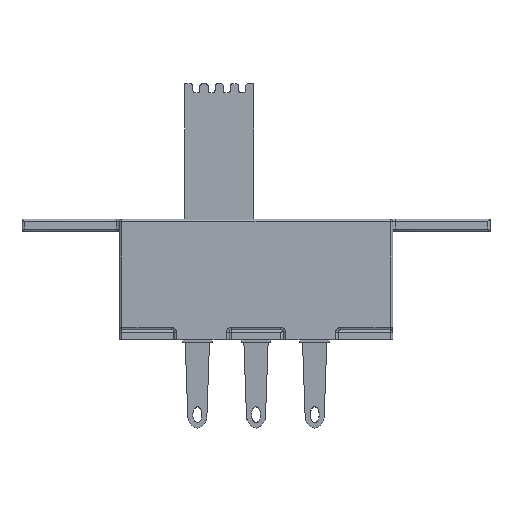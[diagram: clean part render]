
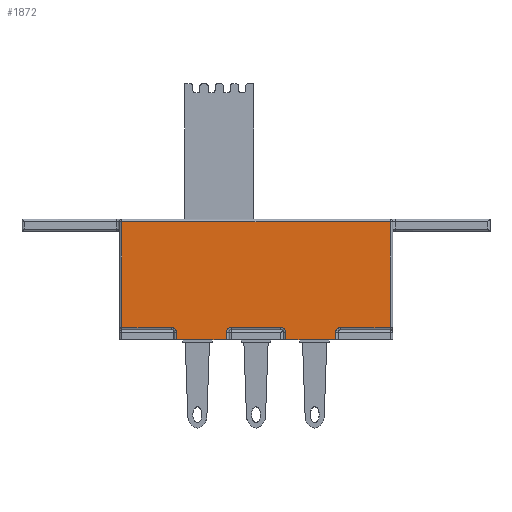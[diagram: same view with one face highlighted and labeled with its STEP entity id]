
A CAD part, front view. The second image highlights one B-rep face of the part: STEP entity #1872.
In plain terms, the highlighted planar face has unit normal (0, -1, 0).
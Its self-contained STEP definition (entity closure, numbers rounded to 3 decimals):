
#20 = EDGE_LOOP ( 'NONE', ( #3712, #6594, #8682, #4918, #3948, #5660, #2614, #4689, #1059, #5973, #45, #3181, #8343, #7614, #8935, #861 ) ) ;
#27 = CARTESIAN_POINT ( 'NONE',  ( -3.23, -2.9, -4.4 ) ) ;
#45 = ORIENTED_EDGE ( 'NONE', *, *, #2954, .F. ) ;
#60 = CARTESIAN_POINT ( 'NONE',  ( -3.43, -2.9, -4.1 ) ) ;
#302 = CARTESIAN_POINT ( 'NONE',  ( 5.45, -2.9, 0.5 ) ) ;
#429 = LINE ( 'NONE', #8459, #2772 ) ;
#548 = DIRECTION ( 'NONE',  ( 0., -1., 0. ) ) ;
#657 = CARTESIAN_POINT ( 'NONE',  ( -1.21, -2.9, -4.1 ) ) ;
#659 = AXIS2_PLACEMENT_3D ( 'NONE', #8584, #548, #10008 ) ;
#750 = CARTESIAN_POINT ( 'NONE',  ( 3.43, -2.9, -3.9 ) ) ;
#786 = DIRECTION ( 'NONE',  ( 0., 0., 1. ) ) ;
#789 = CARTESIAN_POINT ( 'NONE',  ( 5.45, -2.9, -3.9 ) ) ;
#861 = ORIENTED_EDGE ( 'NONE', *, *, #6468, .T. ) ;
#1018 = CARTESIAN_POINT ( 'NONE',  ( -3.23, -2.9, 0.5 ) ) ;
#1059 = ORIENTED_EDGE ( 'NONE', *, *, #10262, .T. ) ;
#1330 = CARTESIAN_POINT ( 'NONE',  ( 3.23, -2.9, -4.1 ) ) ;
#1348 = LINE ( 'NONE', #10317, #2292 ) ;
#1656 = LINE ( 'NONE', #8875, #6631 ) ;
#1663 = EDGE_CURVE ( 'NONE', #3850, #7777, #9992, .T. ) ;
#1667 = CARTESIAN_POINT ( 'NONE',  ( 5.45, -2.9, 0.4 ) ) ;
#1751 = CARTESIAN_POINT ( 'NONE',  ( -1.21, -2.9, 0.5 ) ) ;
#1763 = CIRCLE ( 'NONE', #9509, 0.2 ) ;
#1804 = CARTESIAN_POINT ( 'NONE',  ( -1.21, -2.9, -4.4 ) ) ;
#1872 = ADVANCED_FACE ( 'NONE', ( #2294 ), #6442, .F. ) ;
#1901 = LINE ( 'NONE', #302, #4642 ) ;
#1915 = VERTEX_POINT ( 'NONE', #789 ) ;
#2166 = VERTEX_POINT ( 'NONE', #4892 ) ;
#2292 = VECTOR ( 'NONE', #8581, 1000. ) ;
#2294 = FACE_OUTER_BOUND ( 'NONE', #20, .T. ) ;
#2427 = DIRECTION ( 'NONE',  ( 0., 0., 1. ) ) ;
#2501 = DIRECTION ( 'NONE',  ( 0., 0., 1. ) ) ;
#2531 = CARTESIAN_POINT ( 'NONE',  ( 1.01, -2.9, -4.1 ) ) ;
#2614 = ORIENTED_EDGE ( 'NONE', *, *, #10358, .F. ) ;
#2727 = CARTESIAN_POINT ( 'NONE',  ( -5.55, -2.9, 0.4 ) ) ;
#2750 = DIRECTION ( 'NONE',  ( 1., 0., 0. ) ) ;
#2772 = VECTOR ( 'NONE', #6178, 1000. ) ;
#2954 = EDGE_CURVE ( 'NONE', #10155, #4765, #1763, .T. ) ;
#3028 = DIRECTION ( 'NONE',  ( 0., 0., 1. ) ) ;
#3101 = LINE ( 'NONE', #2727, #9091 ) ;
#3181 = ORIENTED_EDGE ( 'NONE', *, *, #4759, .T. ) ;
#3264 = CARTESIAN_POINT ( 'NONE',  ( -3.23, -2.9, -4.1 ) ) ;
#3279 = DIRECTION ( 'NONE',  ( 0., -1., 0. ) ) ;
#3320 = DIRECTION ( 'NONE',  ( 0., 0., 1. ) ) ;
#3362 = VECTOR ( 'NONE', #2427, 1000. ) ;
#3447 = VERTEX_POINT ( 'NONE', #1804 ) ;
#3508 = AXIS2_PLACEMENT_3D ( 'NONE', #4815, #5650, #3028 ) ;
#3537 = EDGE_CURVE ( 'NONE', #3447, #5079, #5059, .T. ) ;
#3553 = VERTEX_POINT ( 'NONE', #7235 ) ;
#3580 = EDGE_CURVE ( 'NONE', #4894, #7813, #7919, .T. ) ;
#3661 = EDGE_CURVE ( 'NONE', #10138, #10130, #7548, .T. ) ;
#3712 = ORIENTED_EDGE ( 'NONE', *, *, #3580, .F. ) ;
#3733 = DIRECTION ( 'NONE',  ( 1., 0., 0. ) ) ;
#3789 = EDGE_CURVE ( 'NONE', #5777, #4765, #6423, .T. ) ;
#3798 = LINE ( 'NONE', #7810, #6807 ) ;
#3850 = VERTEX_POINT ( 'NONE', #5203 ) ;
#3913 = CARTESIAN_POINT ( 'NONE',  ( 3.23, -2.9, -4.4 ) ) ;
#3948 = ORIENTED_EDGE ( 'NONE', *, *, #7417, .F. ) ;
#4386 = CIRCLE ( 'NONE', #659, 0.2 ) ;
#4472 = LINE ( 'NONE', #5362, #8756 ) ;
#4642 = VECTOR ( 'NONE', #3320, 1000. ) ;
#4689 = ORIENTED_EDGE ( 'NONE', *, *, #10108, .T. ) ;
#4692 = DIRECTION ( 'NONE',  ( 0., -1., 0. ) ) ;
#4759 = EDGE_CURVE ( 'NONE', #10155, #1915, #429, .T. ) ;
#4765 = VERTEX_POINT ( 'NONE', #1330 ) ;
#4770 = DIRECTION ( 'NONE',  ( 0., 0., -1. ) ) ;
#4815 = CARTESIAN_POINT ( 'NONE',  ( -5.55, -2.9, 0.5 ) ) ;
#4892 = CARTESIAN_POINT ( 'NONE',  ( 1.21, -2.9, -4.1 ) ) ;
#4894 = VERTEX_POINT ( 'NONE', #3264 ) ;
#4918 = ORIENTED_EDGE ( 'NONE', *, *, #3537, .T. ) ;
#5059 = LINE ( 'NONE', #1751, #6567 ) ;
#5079 = VERTEX_POINT ( 'NONE', #657 ) ;
#5191 = VECTOR ( 'NONE', #10147, 1000. ) ;
#5203 = CARTESIAN_POINT ( 'NONE',  ( -5.45, -2.9, 0.4 ) ) ;
#5232 = LINE ( 'NONE', #1018, #6106 ) ;
#5362 = CARTESIAN_POINT ( 'NONE',  ( -1.11, -2.9, -4.4 ) ) ;
#5509 = CARTESIAN_POINT ( 'NONE',  ( 1.01, -2.9, -3.9 ) ) ;
#5583 = EDGE_CURVE ( 'NONE', #4894, #6626, #5232, .T. ) ;
#5650 = DIRECTION ( 'NONE',  ( 0., 1., 0. ) ) ;
#5660 = ORIENTED_EDGE ( 'NONE', *, *, #3661, .T. ) ;
#5777 = VERTEX_POINT ( 'NONE', #3913 ) ;
#5886 = AXIS2_PLACEMENT_3D ( 'NONE', #60, #3279, #9711 ) ;
#5926 = CARTESIAN_POINT ( 'NONE',  ( -5.45, -2.9, -3.9 ) ) ;
#5973 = ORIENTED_EDGE ( 'NONE', *, *, #3789, .T. ) ;
#6106 = VECTOR ( 'NONE', #8461, 1000. ) ;
#6178 = DIRECTION ( 'NONE',  ( 1., 0., 0. ) ) ;
#6364 = EDGE_CURVE ( 'NONE', #1915, #7578, #1901, .T. ) ;
#6423 = LINE ( 'NONE', #9642, #3362 ) ;
#6442 = PLANE ( 'NONE',  #3508 ) ;
#6468 = EDGE_CURVE ( 'NONE', #7777, #7813, #1348, .T. ) ;
#6567 = VECTOR ( 'NONE', #786, 1000. ) ;
#6594 = ORIENTED_EDGE ( 'NONE', *, *, #5583, .T. ) ;
#6626 = VERTEX_POINT ( 'NONE', #27 ) ;
#6631 = VECTOR ( 'NONE', #4770, 1000. ) ;
#6807 = VECTOR ( 'NONE', #9289, 1000. ) ;
#7235 = CARTESIAN_POINT ( 'NONE',  ( 1.21, -2.9, -4.4 ) ) ;
#7316 = CIRCLE ( 'NONE', #10158, 0.2 ) ;
#7401 = DIRECTION ( 'NONE',  ( 0., -1., 0. ) ) ;
#7410 = VECTOR ( 'NONE', #2750, 1000. ) ;
#7417 = EDGE_CURVE ( 'NONE', #10138, #5079, #4386, .T. ) ;
#7548 = LINE ( 'NONE', #9339, #7410 ) ;
#7572 = DIRECTION ( 'NONE',  ( -1., 0., 0. ) ) ;
#7578 = VERTEX_POINT ( 'NONE', #1667 ) ;
#7614 = ORIENTED_EDGE ( 'NONE', *, *, #8762, .T. ) ;
#7681 = CARTESIAN_POINT ( 'NONE',  ( -5.45, -2.9, 0.5 ) ) ;
#7777 = VERTEX_POINT ( 'NONE', #5926 ) ;
#7810 = CARTESIAN_POINT ( 'NONE',  ( 3.33, -2.9, -4.4 ) ) ;
#7813 = VERTEX_POINT ( 'NONE', #9782 ) ;
#7919 = CIRCLE ( 'NONE', #5886, 0.2 ) ;
#8044 = CARTESIAN_POINT ( 'NONE',  ( -1.01, -2.9, -3.9 ) ) ;
#8343 = ORIENTED_EDGE ( 'NONE', *, *, #6364, .T. ) ;
#8459 = CARTESIAN_POINT ( 'NONE',  ( -5.55, -2.9, -3.9 ) ) ;
#8461 = DIRECTION ( 'NONE',  ( 0., 0., -1. ) ) ;
#8491 = EDGE_CURVE ( 'NONE', #6626, #3447, #4472, .T. ) ;
#8581 = DIRECTION ( 'NONE',  ( 1., 0., 0. ) ) ;
#8584 = CARTESIAN_POINT ( 'NONE',  ( -1.01, -2.9, -4.1 ) ) ;
#8682 = ORIENTED_EDGE ( 'NONE', *, *, #8491, .T. ) ;
#8756 = VECTOR ( 'NONE', #3733, 1000. ) ;
#8762 = EDGE_CURVE ( 'NONE', #7578, #3850, #3101, .T. ) ;
#8875 = CARTESIAN_POINT ( 'NONE',  ( 1.21, -2.9, 0.5 ) ) ;
#8935 = ORIENTED_EDGE ( 'NONE', *, *, #1663, .T. ) ;
#9091 = VECTOR ( 'NONE', #7572, 1000. ) ;
#9289 = DIRECTION ( 'NONE',  ( 1., 0., 0. ) ) ;
#9339 = CARTESIAN_POINT ( 'NONE',  ( -5.55, -2.9, -3.9 ) ) ;
#9509 = AXIS2_PLACEMENT_3D ( 'NONE', #9719, #7401, #2501 ) ;
#9642 = CARTESIAN_POINT ( 'NONE',  ( 3.23, -2.9, 0.5 ) ) ;
#9711 = DIRECTION ( 'NONE',  ( 0., 0., 1. ) ) ;
#9719 = CARTESIAN_POINT ( 'NONE',  ( 3.43, -2.9, -4.1 ) ) ;
#9782 = CARTESIAN_POINT ( 'NONE',  ( -3.43, -2.9, -3.9 ) ) ;
#9992 = LINE ( 'NONE', #7681, #5191 ) ;
#10008 = DIRECTION ( 'NONE',  ( 0., 0., 1. ) ) ;
#10108 = EDGE_CURVE ( 'NONE', #2166, #3553, #1656, .T. ) ;
#10130 = VERTEX_POINT ( 'NONE', #5509 ) ;
#10138 = VERTEX_POINT ( 'NONE', #8044 ) ;
#10147 = DIRECTION ( 'NONE',  ( 0., 0., -1. ) ) ;
#10155 = VERTEX_POINT ( 'NONE', #750 ) ;
#10158 = AXIS2_PLACEMENT_3D ( 'NONE', #2531, #4692, #10394 ) ;
#10262 = EDGE_CURVE ( 'NONE', #3553, #5777, #3798, .T. ) ;
#10317 = CARTESIAN_POINT ( 'NONE',  ( -5.55, -2.9, -3.9 ) ) ;
#10358 = EDGE_CURVE ( 'NONE', #2166, #10130, #7316, .T. ) ;
#10394 = DIRECTION ( 'NONE',  ( 0., 0., 1. ) ) ;
